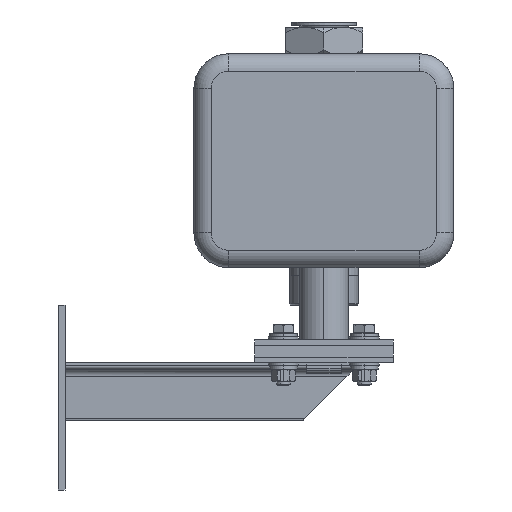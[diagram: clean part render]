
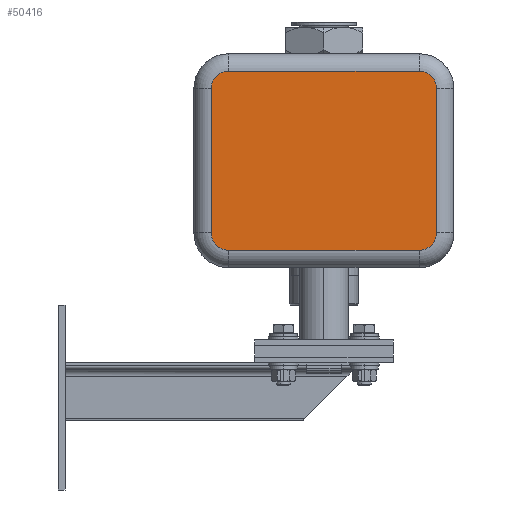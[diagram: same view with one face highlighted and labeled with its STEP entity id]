
A CAD part, left-side view. The second image highlights one B-rep face of the part: STEP entity #50416.
In plain terms, the highlighted planar face has unit normal (-1, 0, 0).
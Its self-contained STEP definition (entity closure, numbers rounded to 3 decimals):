
#49808=CARTESIAN_POINT('Vertex',(-697.5,-82.5,77.5)) ;
#49811=CARTESIAN_POINT('Axis2P3D Location',(-697.5,-82.5,62.5)) ;
#49815=CARTESIAN_POINT('Vertex',(-697.5,-97.5,62.5)) ;
#49835=CARTESIAN_POINT('Line Origine',(-697.5,-97.5,0.)) ;
#49839=CARTESIAN_POINT('Vertex',(-697.5,-97.5,-62.5)) ;
#50075=CARTESIAN_POINT('Axis2P3D Location',(-697.5,-82.5,-62.5)) ;
#50079=CARTESIAN_POINT('Vertex',(-697.5,-82.5,-77.5)) ;
#50099=CARTESIAN_POINT('Line Origine',(-697.5,0.,-77.5)) ;
#50103=CARTESIAN_POINT('Vertex',(-697.5,82.5,-77.5)) ;
#50123=CARTESIAN_POINT('Axis2P3D Location',(-697.5,82.5,-62.5)) ;
#50127=CARTESIAN_POINT('Vertex',(-697.5,97.5,-62.5)) ;
#50147=CARTESIAN_POINT('Line Origine',(-697.5,97.5,0.)) ;
#50151=CARTESIAN_POINT('Vertex',(-697.5,97.5,62.5)) ;
#50171=CARTESIAN_POINT('Axis2P3D Location',(-697.5,82.5,62.5)) ;
#50175=CARTESIAN_POINT('Vertex',(-697.5,82.5,77.5)) ;
#50195=CARTESIAN_POINT('Line Origine',(-697.5,0.,77.5)) ;
#50401=CARTESIAN_POINT('Axis2P3D Location',(-697.5,0.,0.)) ;
#49837=VECTOR('Line Direction',#49836,1.) ;
#50101=VECTOR('Line Direction',#50100,1.) ;
#50149=VECTOR('Line Direction',#50148,1.) ;
#50197=VECTOR('Line Direction',#50196,1.) ;
#49812=DIRECTION('Axis2P3D Direction',(1.,0.,0.)) ;
#49836=DIRECTION('Vector Direction',(0.,0.,-1.)) ;
#50076=DIRECTION('Axis2P3D Direction',(1.,0.,0.)) ;
#50100=DIRECTION('Vector Direction',(0.,-1.,0.)) ;
#50124=DIRECTION('Axis2P3D Direction',(1.,0.,0.)) ;
#50148=DIRECTION('Vector Direction',(0.,0.,1.)) ;
#50172=DIRECTION('Axis2P3D Direction',(1.,0.,0.)) ;
#50196=DIRECTION('Vector Direction',(0.,1.,0.)) ;
#50402=DIRECTION('Axis2P3D Direction',(1.,0.,0.)) ;
#50403=DIRECTION('Axis2P3D XDirection',(0.,-1.,0.)) ;
#49813=AXIS2_PLACEMENT_3D('Circle Axis2P3D',#49811,#49812,$) ;
#50077=AXIS2_PLACEMENT_3D('Circle Axis2P3D',#50075,#50076,$) ;
#50125=AXIS2_PLACEMENT_3D('Circle Axis2P3D',#50123,#50124,$) ;
#50173=AXIS2_PLACEMENT_3D('Circle Axis2P3D',#50171,#50172,$) ;
#50404=AXIS2_PLACEMENT_3D('Plane Axis2P3D',#50401,#50402,#50403) ;
#49838=LINE('Line',#49835,#49837) ;
#50102=LINE('Line',#50099,#50101) ;
#50150=LINE('Line',#50147,#50149) ;
#50198=LINE('Line',#50195,#50197) ;
#49814=CIRCLE('generated circle',#49813,15.) ;
#50078=CIRCLE('generated circle',#50077,15.) ;
#50126=CIRCLE('generated circle',#50125,15.) ;
#50174=CIRCLE('generated circle',#50173,15.) ;
#50405=PLANE('',#50404) ;
#49817=EDGE_CURVE('',#49809,#49816,#49814,.T.) ;
#49841=EDGE_CURVE('',#49816,#49840,#49838,.T.) ;
#50081=EDGE_CURVE('',#49840,#50080,#50078,.T.) ;
#50105=EDGE_CURVE('',#50080,#50104,#50102,.F.) ;
#50129=EDGE_CURVE('',#50104,#50128,#50126,.T.) ;
#50153=EDGE_CURVE('',#50128,#50152,#50150,.T.) ;
#50177=EDGE_CURVE('',#50152,#50176,#50174,.T.) ;
#50199=EDGE_CURVE('',#50176,#49809,#50198,.F.) ;
#50407=ORIENTED_EDGE('',*,*,#50081,.F.) ;
#50408=ORIENTED_EDGE('',*,*,#49841,.F.) ;
#50409=ORIENTED_EDGE('',*,*,#49817,.F.) ;
#50410=ORIENTED_EDGE('',*,*,#50199,.F.) ;
#50411=ORIENTED_EDGE('',*,*,#50177,.F.) ;
#50412=ORIENTED_EDGE('',*,*,#50153,.F.) ;
#50413=ORIENTED_EDGE('',*,*,#50129,.F.) ;
#50414=ORIENTED_EDGE('',*,*,#50105,.F.) ;
#50406=EDGE_LOOP('',(#50407,#50408,#50409,#50410,#50411,#50412,#50413,#50414)) ;
#49809=VERTEX_POINT('',#49808) ;
#49816=VERTEX_POINT('',#49815) ;
#49840=VERTEX_POINT('',#49839) ;
#50080=VERTEX_POINT('',#50079) ;
#50104=VERTEX_POINT('',#50103) ;
#50128=VERTEX_POINT('',#50127) ;
#50152=VERTEX_POINT('',#50151) ;
#50176=VERTEX_POINT('',#50175) ;
#50416=ADVANCED_FACE('WBI-118858_BL00.1\\WBI-048571_BL00.1\\REF-026432_BL00_V00.1\\PartBody',(#50415),#50405,.F.) ;
#50415=FACE_OUTER_BOUND('',#50406,.T.) ;
